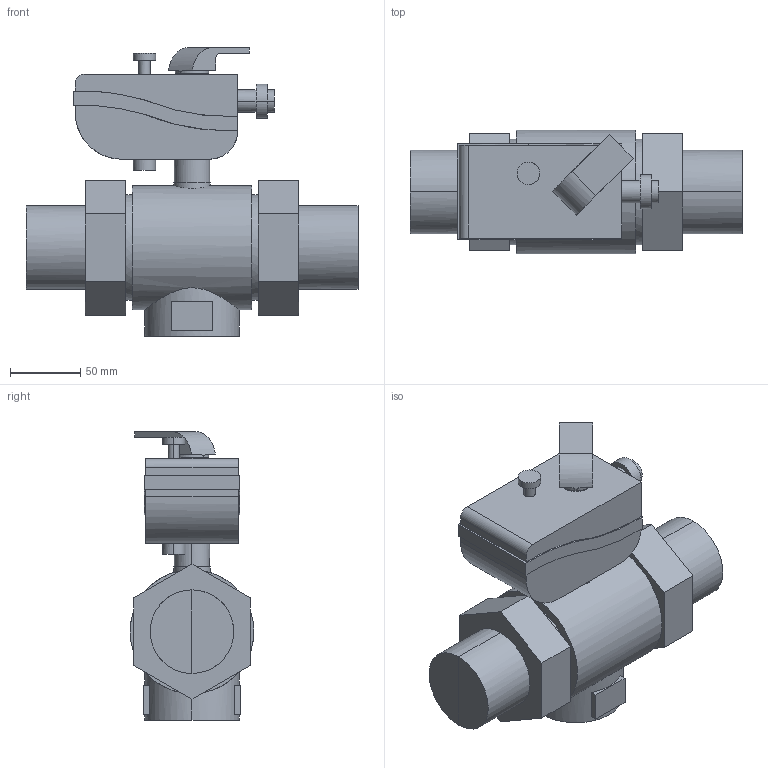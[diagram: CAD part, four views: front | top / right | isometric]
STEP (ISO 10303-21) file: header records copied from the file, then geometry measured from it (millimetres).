
FILE_DESCRIPTION(('CATIA V5 STEP Exchange','CAx-IF Rec.Pracs.--- Model Styling and Organization---1.5--- 2016-08-15','CAx-IF Rec.Pracs.---Supplemental Geometry---1.0---2011-11-01','CAx-IF Rec.Pracs.--- Composite Materials ---3.4---2017-06-13','CAx-IF Rec.Pracs.---Tessellated 3D Geometry---1.0---2015-12-17'),'2;1');
FILE_NAME('STEP_638193_-_TST.stp','2025-03-11T10:08:23+00:00',('none'),('none'),'CATIA Version 5-6 Release 2020 SP5','CATIA V5 STEP AP242 v2','none');
FILE_SCHEMA(('AP242_MANAGED_MODEL_BASED_3D_ENGINEERING_MIM_LF {1 0 10303 442 1 1 4}'));
Length unit declared in the file: millimetre
Products named in the file (1): 638193 - TST
Bounding box: 236 x 87.97 x 205.11 mm (x, y, z)
Volume: 1604984.1 mm3; surface area: 147639.6 mm2
Topology: 1 solids, 1 shells, 116 faces, 282 edges, 179 vertices
Faces by surface type: plane 68, cylinder 48
Entity records: 3700 total; most frequent: CARTESIAN_POINT 1511, ORIENTED_EDGE 564, EDGE_CURVE 282, DIRECTION 250, B_SPLINE_CURVE_WITH_KNOTS 234, VERTEX_POINT 179, AXIS2_PLACEMENT_3D 132, EDGE_LOOP 131
